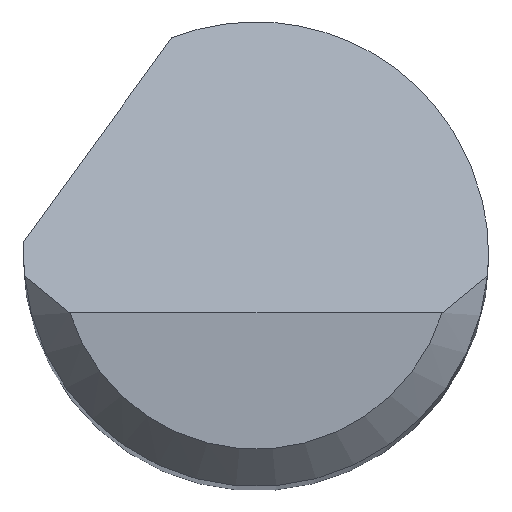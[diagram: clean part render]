
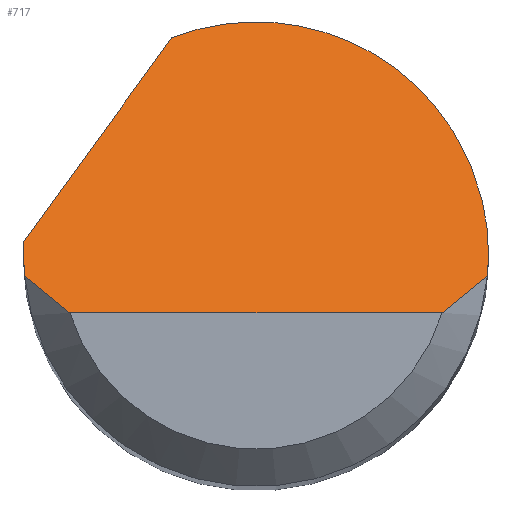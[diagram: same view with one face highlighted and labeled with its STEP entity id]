
A CAD part, top view. The second image highlights one B-rep face of the part: STEP entity #717.
In plain terms, the highlighted planar face has unit normal (0, 0.707, 0.707).
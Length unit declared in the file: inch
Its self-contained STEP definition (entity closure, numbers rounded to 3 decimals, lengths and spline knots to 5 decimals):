
#1 = CARTESIAN_POINT ( 'NONE',  ( -0.09362, 0.005, 1.47125 ) ) ;
#21 = VERTEX_POINT ( 'NONE', #378 ) ;
#37 = CARTESIAN_POINT ( 'NONE',  ( -0.09362, 0.005, 1.47125 ) ) ;
#48 = EDGE_CURVE ( 'NONE', #728, #100, #571, .T. ) ;
#59 = CARTESIAN_POINT ( 'NONE',  ( -0.08761, -0.01397, 1.49022 ) ) ;
#62 = ORIENTED_EDGE ( 'NONE', *, *, #97, .F. ) ;
#83 =( BOUNDED_CURVE ( )  B_SPLINE_CURVE ( 3, ( #149, #341, #283, #154 ),
 .UNSPECIFIED., .F., .F. ) 
 B_SPLINE_CURVE_WITH_KNOTS ( ( 4, 4 ),
 ( 5.91277, 7.85398 ),
 .UNSPECIFIED. ) 
 CURVE ( )  GEOMETRIC_REPRESENTATION_ITEM ( )  RATIONAL_B_SPLINE_CURVE ( ( 1., 0.71, 0.71, 1. ) ) 
 REPRESENTATION_ITEM ( '' )  );
#97 = EDGE_CURVE ( 'NONE', #613, #295, #83, .T. ) ;
#100 = VERTEX_POINT ( 'NONE', #705 ) ;
#127 = DIRECTION ( 'NONE',  ( 1., 0., 0. ) ) ;
#129 = VERTEX_POINT ( 'NONE', #449 ) ;
#147 = VERTEX_POINT ( 'NONE', #385 ) ;
#149 = CARTESIAN_POINT ( 'NONE',  ( -0.03394, 0.08739, 1.38886 ) ) ;
#154 = CARTESIAN_POINT ( 'NONE',  ( 0.09375, 0., 1.47625 ) ) ;
#157 =( BOUNDED_CURVE ( )  B_SPLINE_CURVE ( 3, ( #496, #567, #316, #735 ),
 .UNSPECIFIED., .F., .F. ) 
 B_SPLINE_CURVE_WITH_KNOTS ( ( 4, 4 ),
 ( 1.5708, 1.66427 ),
 .UNSPECIFIED. ) 
 CURVE ( )  GEOMETRIC_REPRESENTATION_ITEM ( )  RATIONAL_B_SPLINE_CURVE ( ( 1., 0.999, 0.999, 1. ) ) 
 REPRESENTATION_ITEM ( '' )  );
#171 = ORIENTED_EDGE ( 'NONE', *, *, #233, .T. ) ;
#188 = EDGE_CURVE ( 'NONE', #100, #473, #487, .T. ) ;
#193 = FACE_OUTER_BOUND ( 'NONE', #536, .T. ) ;
#219 = EDGE_CURVE ( 'NONE', #473, #613, #657, .T. ) ;
#233 = EDGE_CURVE ( 'NONE', #21, #129, #416, .T. ) ;
#244 = ORIENTED_EDGE ( 'NONE', *, *, #188, .F. ) ;
#251 = CARTESIAN_POINT ( 'NONE',  ( -0.09334, -0.00875, 1.485 ) ) ;
#257 = AXIS2_PLACEMENT_3D ( 'NONE', #673, #431, #262 ) ;
#262 = DIRECTION ( 'NONE',  ( 0., 0.707, -0.707 ) ) ;
#269 = ORIENTED_EDGE ( 'NONE', *, *, #601, .T. ) ;
#271 = CARTESIAN_POINT ( 'NONE',  ( -0.09375, 0., 1.47625 ) ) ;
#283 = CARTESIAN_POINT ( 'NONE',  ( 0.09375, 0.07266, 1.40359 ) ) ;
#285 = CARTESIAN_POINT ( 'NONE',  ( -0.09334, -0.00875, 1.485 ) ) ;
#295 = VERTEX_POINT ( 'NONE', #482 ) ;
#303 = EDGE_CURVE ( 'NONE', #129, #147, #574, .T. ) ;
#307 = ORIENTED_EDGE ( 'NONE', *, *, #219, .F. ) ;
#316 = CARTESIAN_POINT ( 'NONE',  ( 0.09361, -0.00584, 1.48209 ) ) ;
#327 = ORIENTED_EDGE ( 'NONE', *, *, #303, .T. ) ;
#337 = CARTESIAN_POINT ( 'NONE',  ( -0.09334, -0.00875, 1.485 ) ) ;
#341 = CARTESIAN_POINT ( 'NONE',  ( 0.03379, 0.11369, 1.36256 ) ) ;
#346 = B_SPLINE_CURVE_WITH_KNOTS ( 'NONE', 3,
 ( #285, #59, #707, #663 ),
 .UNSPECIFIED., .F., .F.,
 ( 4, 4 ),
 ( 0., 0.00071 ),
 .UNSPECIFIED. ) ;
#378 = CARTESIAN_POINT ( 'NONE',  ( -0.07508, -0.02375, 1.5 ) ) ;
#385 = CARTESIAN_POINT ( 'NONE',  ( 0.09334, -0.00875, 1.485 ) ) ;
#396 = CARTESIAN_POINT ( 'NONE',  ( -0.09375, 0., 1.47625 ) ) ;
#400 = CARTESIAN_POINT ( 'NONE',  ( 0.09334, -0.00875, 1.485 ) ) ;
#402 = CARTESIAN_POINT ( 'NONE',  ( -0.03394, 0.08739, 1.38886 ) ) ;
#411 = EDGE_CURVE ( 'NONE', #295, #147, #157, .T. ) ;
#413 = CARTESIAN_POINT ( 'NONE',  ( 0.08761, -0.01397, 1.49022 ) ) ;
#416 = LINE ( 'NONE', #476, #667 ) ;
#431 = DIRECTION ( 'NONE',  ( 0., -0.707, -0.707 ) ) ;
#449 = CARTESIAN_POINT ( 'NONE',  ( 0.07508, -0.02375, 1.5 ) ) ;
#450 = VECTOR ( 'NONE', #612, 39.37008 ) ;
#460 = ORIENTED_EDGE ( 'NONE', *, *, #48, .F. ) ;
#465 = CARTESIAN_POINT ( 'NONE',  ( 0.07508, -0.02375, 1.5 ) ) ;
#473 = VERTEX_POINT ( 'NONE', #37 ) ;
#476 = CARTESIAN_POINT ( 'NONE',  ( 0., -0.02375, 1.5 ) ) ;
#482 = CARTESIAN_POINT ( 'NONE',  ( 0.09375, 0., 1.47625 ) ) ;
#487 =( BOUNDED_CURVE ( )  B_SPLINE_CURVE ( 3, ( #271, #518, #753, #1 ),
 .UNSPECIFIED., .F., .F. ) 
 B_SPLINE_CURVE_WITH_KNOTS ( ( 4, 4 ),
 ( 4.71239, 4.76575 ),
 .UNSPECIFIED. ) 
 CURVE ( )  GEOMETRIC_REPRESENTATION_ITEM ( )  RATIONAL_B_SPLINE_CURVE ( ( 1., 1., 1., 1. ) ) 
 REPRESENTATION_ITEM ( '' )  );
#496 = CARTESIAN_POINT ( 'NONE',  ( 0.09375, 0., 1.47625 ) ) ;
#518 = CARTESIAN_POINT ( 'NONE',  ( -0.09375, 0.00167, 1.47458 ) ) ;
#536 = EDGE_LOOP ( 'NONE', ( #171, #327, #771, #62, #307, #244, #460, #269 ) ) ;
#567 = CARTESIAN_POINT ( 'NONE',  ( 0.09375, -0.00292, 1.47917 ) ) ;
#571 =( BOUNDED_CURVE ( )  B_SPLINE_CURVE ( 3, ( #337, #696, #763, #396 ),
 .UNSPECIFIED., .F., .F. ) 
 B_SPLINE_CURVE_WITH_KNOTS ( ( 4, 4 ),
 ( 4.61892, 4.71239 ),
 .UNSPECIFIED. ) 
 CURVE ( )  GEOMETRIC_REPRESENTATION_ITEM ( )  RATIONAL_B_SPLINE_CURVE ( ( 1., 0.999, 0.999, 1. ) ) 
 REPRESENTATION_ITEM ( '' )  );
#574 = B_SPLINE_CURVE_WITH_KNOTS ( 'NONE', 3,
 ( #465, #724, #413, #400 ),
 .UNSPECIFIED., .F., .F.,
 ( 4, 4 ),
 ( 0., 0.00071 ),
 .UNSPECIFIED. ) ;
#601 = EDGE_CURVE ( 'NONE', #728, #21, #346, .T. ) ;
#612 = DIRECTION ( 'NONE',  ( 0.456, 0.629, -0.629 ) ) ;
#613 = VERTEX_POINT ( 'NONE', #402 ) ;
#657 = LINE ( 'NONE', #715, #450 ) ;
#663 = CARTESIAN_POINT ( 'NONE',  ( -0.07508, -0.02375, 1.5 ) ) ;
#667 = VECTOR ( 'NONE', #127, 39.37008 ) ;
#673 = CARTESIAN_POINT ( 'NONE',  ( -0.09375, -0.02375, 1.5 ) ) ;
#685 = PLANE ( 'NONE',  #257 ) ;
#696 = CARTESIAN_POINT ( 'NONE',  ( -0.09361, -0.00584, 1.48209 ) ) ;
#705 = CARTESIAN_POINT ( 'NONE',  ( -0.09375, 0., 1.47625 ) ) ;
#707 = CARTESIAN_POINT ( 'NONE',  ( -0.08157, -0.019, 1.49525 ) ) ;
#715 = CARTESIAN_POINT ( 'NONE',  ( -0.11014, -0.01781, 1.49406 ) ) ;
#717 = ADVANCED_FACE ( 'NONE', ( #193 ), #685, .F. ) ;
#724 = CARTESIAN_POINT ( 'NONE',  ( 0.08157, -0.019, 1.49525 ) ) ;
#728 = VERTEX_POINT ( 'NONE', #251 ) ;
#735 = CARTESIAN_POINT ( 'NONE',  ( 0.09334, -0.00875, 1.485 ) ) ;
#753 = CARTESIAN_POINT ( 'NONE',  ( -0.09371, 0.00333, 1.47292 ) ) ;
#763 = CARTESIAN_POINT ( 'NONE',  ( -0.09375, -0.00292, 1.47917 ) ) ;
#771 = ORIENTED_EDGE ( 'NONE', *, *, #411, .F. ) ;
